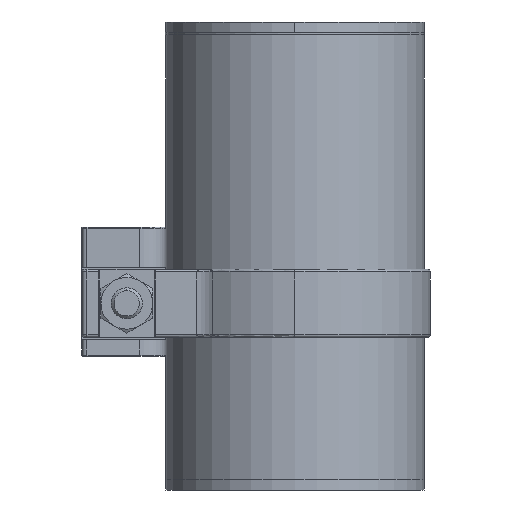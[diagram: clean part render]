
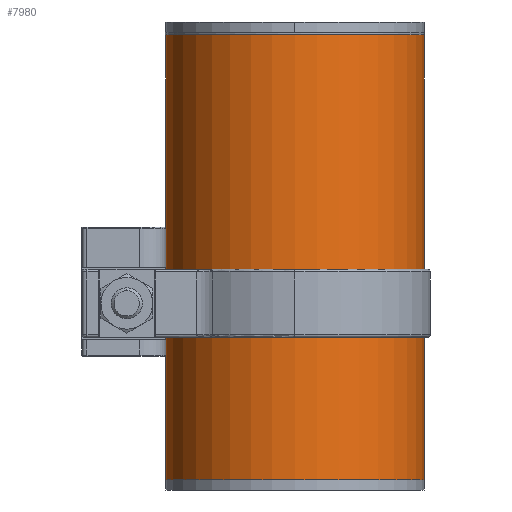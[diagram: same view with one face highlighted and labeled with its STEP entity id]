
A CAD part, front view. The second image highlights one B-rep face of the part: STEP entity #7980.
In plain terms, the highlighted cylindrical face has radius 25 mm (diameter 50 mm), a partial arc.
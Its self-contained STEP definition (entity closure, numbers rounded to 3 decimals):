
#974 = CARTESIAN_POINT ( 'NONE',  ( 25., 0., 86. ) ) ;
#1395 = LINE ( 'NONE', #17747, #2911 ) ;
#1956 = CARTESIAN_POINT ( 'NONE',  ( -25., 0., 0. ) ) ;
#2371 = LINE ( 'NONE', #974, #19499 ) ;
#2413 = EDGE_CURVE ( 'NONE', #6223, #7475, #6536, .T. ) ;
#2557 = FACE_OUTER_BOUND ( 'NONE', #9936, .T. ) ;
#2730 = DIRECTION ( 'NONE',  ( 1., 0., 0. ) ) ;
#2882 = CARTESIAN_POINT ( 'NONE',  ( 25., 0., 86. ) ) ;
#2911 = VECTOR ( 'NONE', #16177, 1000. ) ;
#3839 = EDGE_CURVE ( 'NONE', #6223, #20654, #1395, .T. ) ;
#4850 = CYLINDRICAL_SURFACE ( 'NONE', #18596, 25. ) ;
#5400 = EDGE_CURVE ( 'NONE', #7475, #7476, #2371, .T. ) ;
#6216 = CARTESIAN_POINT ( 'NONE',  ( 0., 0., 86. ) ) ;
#6223 = VERTEX_POINT ( 'NONE', #21142 ) ;
#6536 = CIRCLE ( 'NONE', #17464, 25. ) ;
#7072 = DIRECTION ( 'NONE',  ( 0., 0., 1. ) ) ;
#7232 = DIRECTION ( 'NONE',  ( 0., 0., 1. ) ) ;
#7475 = VERTEX_POINT ( 'NONE', #2882 ) ;
#7476 = VERTEX_POINT ( 'NONE', #14341 ) ;
#7555 = ORIENTED_EDGE ( 'NONE', *, *, #5400, .F. ) ;
#7803 = EDGE_CURVE ( 'NONE', #20654, #7476, #19948, .T. ) ;
#7980 = ADVANCED_FACE ( 'NONE', ( #2557 ), #4850, .T. ) ;
#9936 = EDGE_LOOP ( 'NONE', ( #7555, #14880, #16779, #12328 ) ) ;
#11225 = DIRECTION ( 'NONE',  ( -1., 0., 0. ) ) ;
#12328 = ORIENTED_EDGE ( 'NONE', *, *, #7803, .T. ) ;
#14341 = CARTESIAN_POINT ( 'NONE',  ( 25., 0., 0. ) ) ;
#14880 = ORIENTED_EDGE ( 'NONE', *, *, #2413, .F. ) ;
#15775 = DIRECTION ( 'NONE',  ( 0., 0., -1. ) ) ;
#16177 = DIRECTION ( 'NONE',  ( 0., 0., -1. ) ) ;
#16779 = ORIENTED_EDGE ( 'NONE', *, *, #3839, .T. ) ;
#17049 = CARTESIAN_POINT ( 'NONE',  ( 0., 0., 86. ) ) ;
#17464 = AXIS2_PLACEMENT_3D ( 'NONE', #17049, #7232, #2730 ) ;
#17747 = CARTESIAN_POINT ( 'NONE',  ( -25., 0., 86. ) ) ;
#18538 = DIRECTION ( 'NONE',  ( 1., 0., 0. ) ) ;
#18596 = AXIS2_PLACEMENT_3D ( 'NONE', #6216, #19292, #11225 ) ;
#18813 = CARTESIAN_POINT ( 'NONE',  ( 0., 0., 0. ) ) ;
#19292 = DIRECTION ( 'NONE',  ( 0., 0., -1. ) ) ;
#19499 = VECTOR ( 'NONE', #15775, 1000. ) ;
#19566 = AXIS2_PLACEMENT_3D ( 'NONE', #18813, #7072, #18538 ) ;
#19948 = CIRCLE ( 'NONE', #19566, 25. ) ;
#20654 = VERTEX_POINT ( 'NONE', #1956 ) ;
#21142 = CARTESIAN_POINT ( 'NONE',  ( -25., 0., 86. ) ) ;
